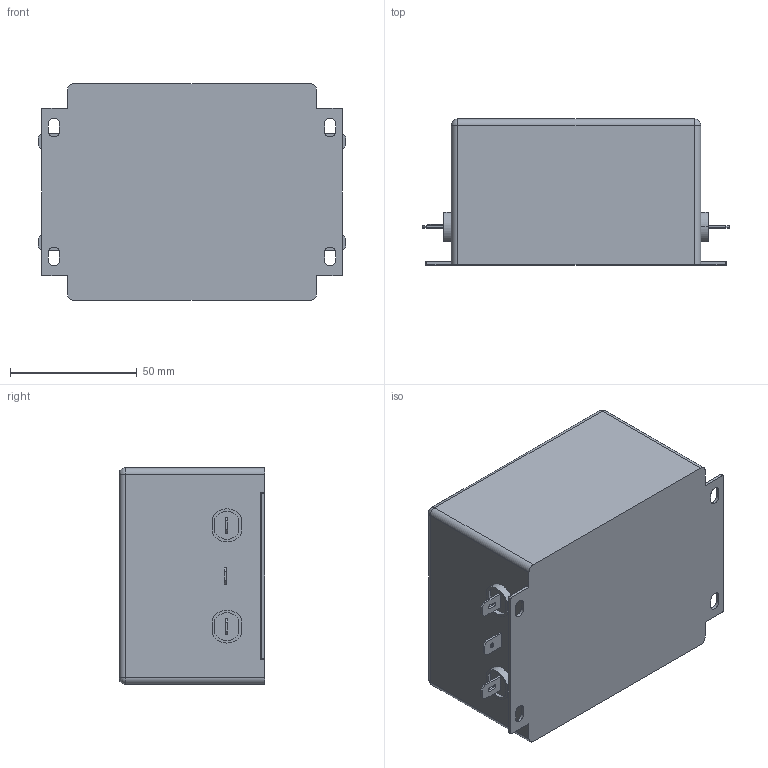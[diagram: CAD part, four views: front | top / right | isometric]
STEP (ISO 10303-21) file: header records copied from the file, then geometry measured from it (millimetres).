
FILE_DESCRIPTION (( 'STEP AP214' ), '1' );
FILE_NAME ('RES70F16.step', '2015-09-21T11:30:06', ( '' ), ( '' ), 'SwSTEP 2.0', 'SolidWorks 2015', '' );
FILE_SCHEMA (( 'AUTOMOTIVE_DESIGN' ));
Length unit declared in the file: millimetre
Products named in the file (1): RES70F16
Bounding box: 121.5 x 57.6 x 85.5 mm (x, y, z)
Volume: 486997.8 mm3; surface area: 41334.8 mm2
Topology: 1 solids, 1 shells, 153 faces, 406 edges, 264 vertices
Faces by surface type: plane 89, cylinder 60, sphere 4
Entity records: 4790 total; most frequent: DIRECTION 830, CARTESIAN_POINT 820, ORIENTED_EDGE 804, EDGE_CURVE 402, LINE 282, VECTOR 282, AXIS2_PLACEMENT_3D 274, VERTEX_POINT 264
